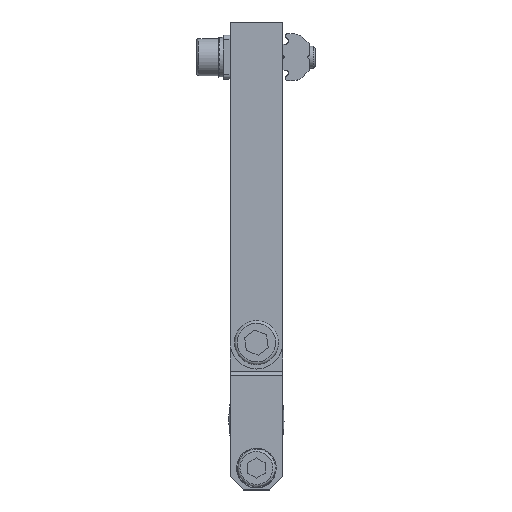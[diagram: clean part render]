
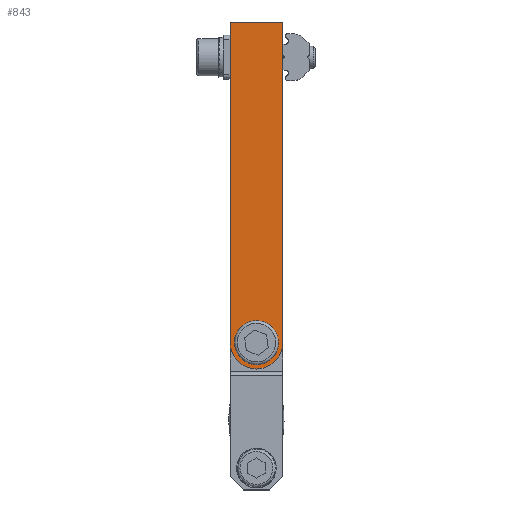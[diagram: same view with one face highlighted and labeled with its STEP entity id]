
A CAD part, top view. The second image highlights one B-rep face of the part: STEP entity #843.
In plain terms, the highlighted planar face has unit normal (0, 0, 1).
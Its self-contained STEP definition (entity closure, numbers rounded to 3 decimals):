
#843=ADVANCED_FACE('',(#2047,#2048),#2049,.F.);
#2047=FACE_BOUND('',#3763,.T.);
#2048=FACE_OUTER_BOUND('',#3764,.T.);
#2049=PLANE('',#3765);
#3763=EDGE_LOOP('',(#5512));
#3764=EDGE_LOOP('',(#5513,#5514,#5515,#5516,#5517));
#3765=AXIS2_PLACEMENT_3D('',#5518,#5519,#5520);
#5512=ORIENTED_EDGE('',*,*,#10790,.F.);
#5513=ORIENTED_EDGE('',*,*,#10771,.T.);
#5514=ORIENTED_EDGE('',*,*,#10791,.T.);
#5515=ORIENTED_EDGE('',*,*,#10792,.T.);
#5516=ORIENTED_EDGE('',*,*,#10787,.F.);
#5517=ORIENTED_EDGE('',*,*,#10753,.T.);
#5518=CARTESIAN_POINT('',(6.0,39.5,10.0));
#5519=DIRECTION('',(0.0,0.0,-1.0));
#5520=DIRECTION('',(-1.0,0.0,0.0));
#10753=EDGE_CURVE('',#12857,#12855,#12858,.T.);
#10771=EDGE_CURVE('',#12855,#12889,#12891,.T.);
#10787=EDGE_CURVE('',#12857,#12921,#12922,.T.);
#10790=EDGE_CURVE('',#12925,#12925,#12926,.T.);
#10791=EDGE_CURVE('',#12889,#12927,#12928,.F.);
#10792=EDGE_CURVE('',#12927,#12921,#12929,.F.);
#12855=VERTEX_POINT('',#15998);
#12857=VERTEX_POINT('',#16001);
#12858=LINE('',#16002,#16003);
#12889=VERTEX_POINT('',#16043);
#12891=LINE('',#16046,#16047);
#12921=VERTEX_POINT('',#16085);
#12922=LINE('',#16086,#16087);
#12925=VERTEX_POINT('',#16091);
#12926=CIRCLE('',#16092,3.25);
#12927=VERTEX_POINT('',#16093);
#12928=CIRCLE('',#16094,6.05);
#12929=CIRCLE('',#16095,6.05);
#15998=CARTESIAN_POINT('',(-6.0,39.5,10.0));
#16001=CARTESIAN_POINT('',(6.0,39.5,10.0));
#16002=CARTESIAN_POINT('',(6.0,39.5,10.0));
#16003=VECTOR('',#20298,1.0);
#16043=CARTESIAN_POINT('',(-6.0,-33.451,10.0));
#16046=CARTESIAN_POINT('',(-6.0,39.5,10.0));
#16047=VECTOR('',#20327,1.0);
#16085=CARTESIAN_POINT('',(6.0,-33.45,10.0));
#16086=CARTESIAN_POINT('',(6.0,39.5,10.0));
#16087=VECTOR('',#20354,1.0);
#16091=CARTESIAN_POINT('',(0.,-36.75,10.0));
#16092=AXIS2_PLACEMENT_3D('',#20356,#20357,#20358);
#16093=CARTESIAN_POINT('',(-0.05,-39.5,10.0));
#16094=AXIS2_PLACEMENT_3D('',#20359,#20360,#20361);
#16095=AXIS2_PLACEMENT_3D('',#20362,#20363,#20364);
#20298=DIRECTION('',(-1.0,0.0,0.0));
#20327=DIRECTION('',(0.,-1.0,0.0));
#20354=DIRECTION('',(0.,-1.0,0.0));
#20356=CARTESIAN_POINT('',(0.,-33.5,10.0));
#20357=DIRECTION('',(0.0,0.0,1.0));
#20358=DIRECTION('',(0.0,-1.0,0.0));
#20359=CARTESIAN_POINT('',(0.05,-33.451,10.0));
#20360=DIRECTION('',(0.0,0.0,-1.0));
#20361=DIRECTION('',(-1.0,0.0,0.0));
#20362=CARTESIAN_POINT('',(-0.05,-33.45,10.0));
#20363=DIRECTION('',(0.0,0.0,-1.0));
#20364=DIRECTION('',(-1.0,0.0,0.0));
